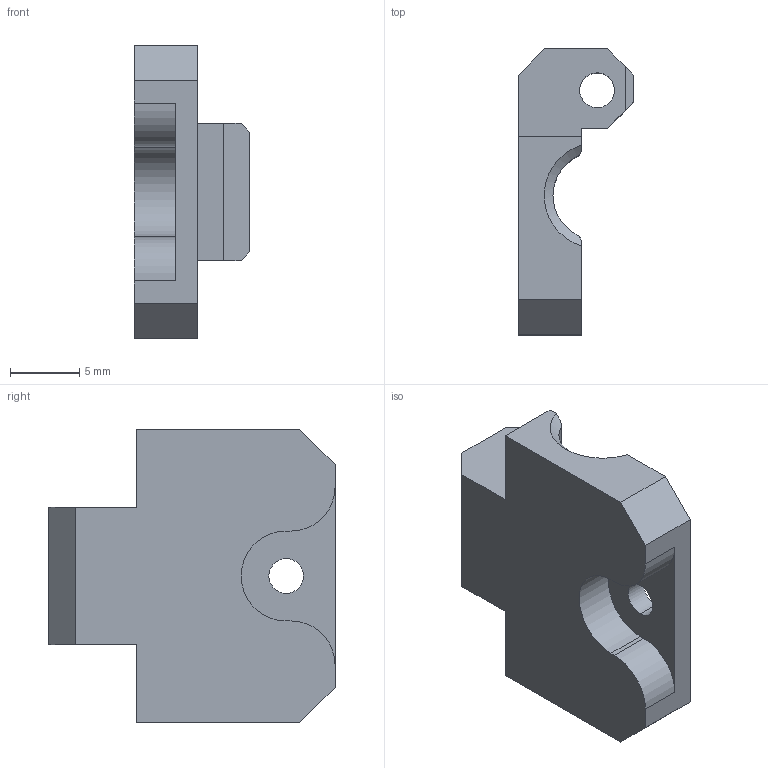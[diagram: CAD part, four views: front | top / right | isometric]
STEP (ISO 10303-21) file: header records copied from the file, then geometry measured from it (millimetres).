
FILE_DESCRIPTION (( 'STEP AP214' ), '1' );
FILE_NAME ('0295-251-02x00.STEP', '2023-03-20T02:59:32', ( '' ), ( '' ), 'SwSTEP 2.0', 'SolidWorks 2020', '' );
FILE_SCHEMA (( 'AUTOMOTIVE_DESIGN' ));
Length unit declared in the file: millimetre
Products named in the file (1): 0295-251-02x00
Bounding box: 8.38 x 20.68 x 21.21 mm (x, y, z)
Volume: 1430.7 mm3; surface area: 1270.6 mm2
Topology: 1 solids, 1 shells, 35 faces, 99 edges, 66 vertices
Faces by surface type: plane 23, cylinder 11, cone 1
Entity records: 1206 total; most frequent: CARTESIAN_POINT 217, ORIENTED_EDGE 198, DIRECTION 188, EDGE_CURVE 99, VECTOR 74, LINE 74, VERTEX_POINT 66, AXIS2_PLACEMENT_3D 57
